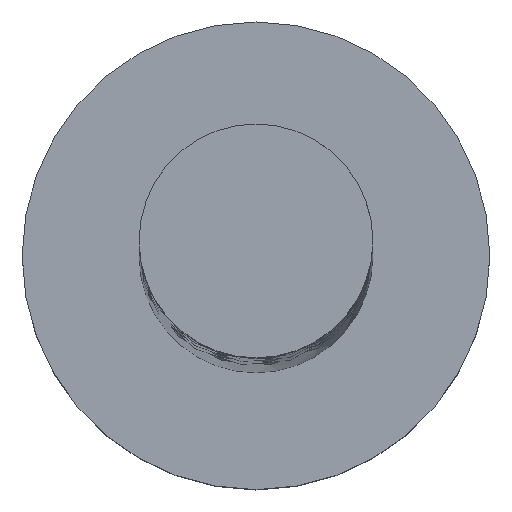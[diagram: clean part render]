
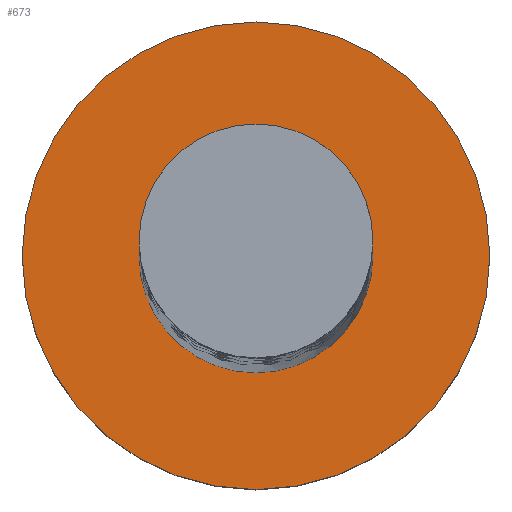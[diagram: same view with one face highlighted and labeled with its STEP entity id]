
A CAD part, top view. The second image highlights one B-rep face of the part: STEP entity #673.
In plain terms, the highlighted planar face has unit normal (0, 0, 1).
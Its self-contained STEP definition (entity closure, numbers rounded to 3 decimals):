
#8 = DIRECTION ( 'NONE',  ( 0., 0., 1. ) ) ;
#34 = CARTESIAN_POINT ( 'NONE',  ( 6., 0., 5. ) ) ;
#97 = CARTESIAN_POINT ( 'NONE',  ( -3., 0., 5. ) ) ;
#99 = VERTEX_POINT ( 'NONE', #97 ) ;
#110 = CIRCLE ( 'NONE', #1099, 6. ) ;
#116 = ORIENTED_EDGE ( 'NONE', *, *, #892, .T. ) ;
#172 = AXIS2_PLACEMENT_3D ( 'NONE', #430, #280, #263 ) ;
#190 = FACE_OUTER_BOUND ( 'NONE', #583, .T. ) ;
#263 = DIRECTION ( 'NONE',  ( 1., 0., 0. ) ) ;
#280 = DIRECTION ( 'NONE',  ( 0., 0., 1. ) ) ;
#282 = DIRECTION ( 'NONE',  ( 1., 0., 0. ) ) ;
#306 = EDGE_CURVE ( 'NONE', #387, #961, #980, .T. ) ;
#387 = VERTEX_POINT ( 'NONE', #34 ) ;
#406 = CIRCLE ( 'NONE', #646, 3. ) ;
#430 = CARTESIAN_POINT ( 'NONE',  ( 0., 0., 5. ) ) ;
#462 = DIRECTION ( 'NONE',  ( 1., 0., 0. ) ) ;
#467 = CARTESIAN_POINT ( 'NONE',  ( 3., 0., 5. ) ) ;
#482 = CARTESIAN_POINT ( 'NONE',  ( 0., 0., 5. ) ) ;
#556 = CIRCLE ( 'NONE', #1397, 3. ) ;
#583 = EDGE_LOOP ( 'NONE', ( #116, #679 ) ) ;
#646 = AXIS2_PLACEMENT_3D ( 'NONE', #482, #915, #1183 ) ;
#673 = ADVANCED_FACE ( 'NONE', ( #903, #190 ), #1188, .T. ) ;
#679 = ORIENTED_EDGE ( 'NONE', *, *, #306, .T. ) ;
#735 = CARTESIAN_POINT ( 'NONE',  ( -6., 0., 5. ) ) ;
#812 = ORIENTED_EDGE ( 'NONE', *, *, #1621, .F. ) ;
#849 = VERTEX_POINT ( 'NONE', #467 ) ;
#889 = DIRECTION ( 'NONE',  ( 1., 0., 0. ) ) ;
#892 = EDGE_CURVE ( 'NONE', #961, #387, #110, .T. ) ;
#898 = CARTESIAN_POINT ( 'NONE',  ( 0., 0., 5. ) ) ;
#903 = FACE_BOUND ( 'NONE', #1301, .T. ) ;
#915 = DIRECTION ( 'NONE',  ( 0., 0., 1. ) ) ;
#961 = VERTEX_POINT ( 'NONE', #735 ) ;
#980 = CIRCLE ( 'NONE', #172, 6. ) ;
#1034 = DIRECTION ( 'NONE',  ( 0., 0., 1. ) ) ;
#1099 = AXIS2_PLACEMENT_3D ( 'NONE', #1159, #8, #282 ) ;
#1159 = CARTESIAN_POINT ( 'NONE',  ( 0., 0., 5. ) ) ;
#1183 = DIRECTION ( 'NONE',  ( 1., 0., 0. ) ) ;
#1188 = PLANE ( 'NONE',  #1575 ) ;
#1301 = EDGE_LOOP ( 'NONE', ( #812, #1746 ) ) ;
#1334 = CARTESIAN_POINT ( 'NONE',  ( 0., 0., 5. ) ) ;
#1397 = AXIS2_PLACEMENT_3D ( 'NONE', #898, #1034, #889 ) ;
#1575 = AXIS2_PLACEMENT_3D ( 'NONE', #1334, #1739, #462 ) ;
#1621 = EDGE_CURVE ( 'NONE', #99, #849, #556, .T. ) ;
#1679 = EDGE_CURVE ( 'NONE', #849, #99, #406, .T. ) ;
#1739 = DIRECTION ( 'NONE',  ( 0., 0., 1. ) ) ;
#1746 = ORIENTED_EDGE ( 'NONE', *, *, #1679, .F. ) ;
